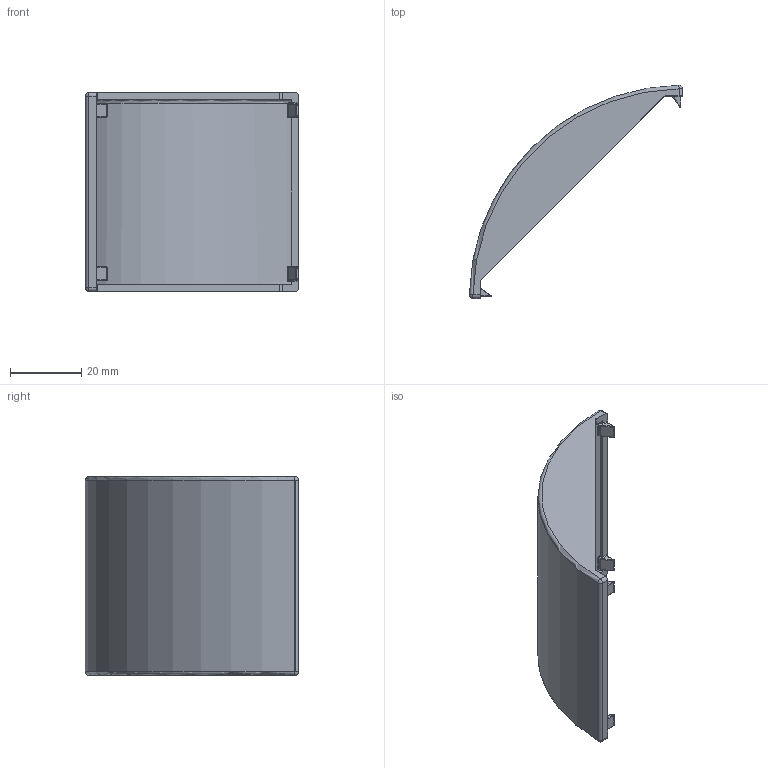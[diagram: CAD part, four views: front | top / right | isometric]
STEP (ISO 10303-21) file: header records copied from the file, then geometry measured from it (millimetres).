
FILE_DESCRIPTION (( 'STEP AP203' ), '1' );
FILE_NAME ('3.22.30.6060.STEP', '2014-11-04T06:03:54', ( 'USER' ), ( 'Microsoft' ), 'SwSTEP 2.0', 'SolidWorks 2012', '' );
FILE_SCHEMA (( 'CONFIG_CONTROL_DESIGN' ));
Length unit declared in the file: millimetre
Products named in the file (1): 3.22.30.6060
Bounding box: 59.99 x 59.99 x 56 mm (x, y, z)
Volume: 13598.6 mm3; surface area: 14057.7 mm2
Topology: 1 solids, 1 shells, 155 faces, 377 edges, 208 vertices
Faces by surface type: cylinder 68, plane 36, sphere 24, torus 19, bspline 8
Entity records: 4593 total; most frequent: CARTESIAN_POINT 1083, DIRECTION 750, ORIENTED_EDGE 710, EDGE_CURVE 355, AXIS2_PLACEMENT_3D 297, VERTEX_POINT 202, VECTOR 156, LINE 156
